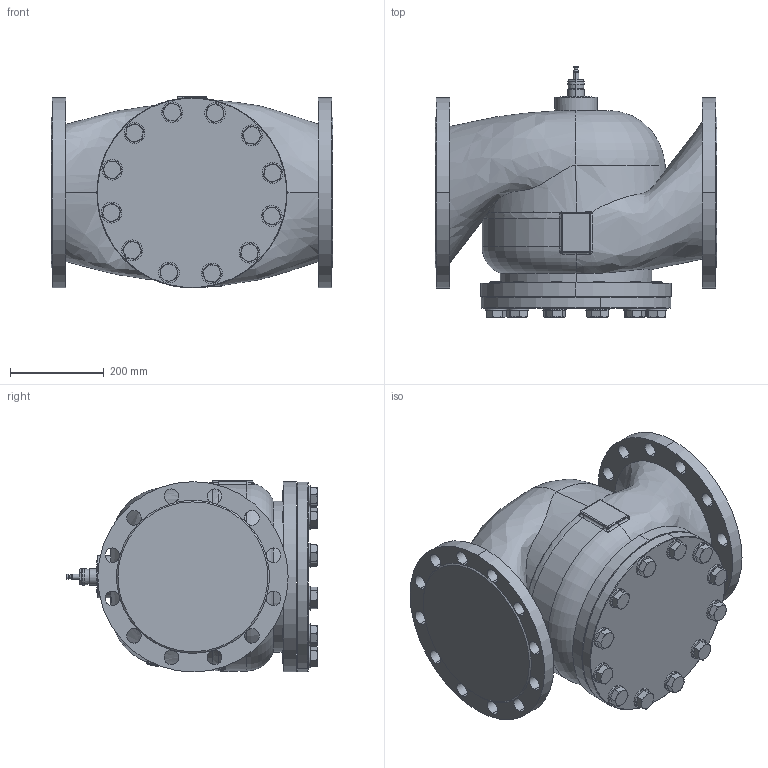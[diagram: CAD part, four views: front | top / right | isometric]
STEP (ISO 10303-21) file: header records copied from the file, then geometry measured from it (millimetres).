
FILE_DESCRIPTION (( 'STEP AP214' ), '1' );
FILE_NAME ('DN250謗籵BL.STEP', '2022-04-25T08:08:36', ( '' ), ( '' ), 'SwSTEP 2.0', 'SolidWorks 2014', '' );
FILE_SCHEMA (( 'AUTOMOTIVE_DESIGN' ));
Length unit declared in the file: millimetre
Products named in the file (1): DN250謗籵BL
Bounding box: 600 x 533 x 408.5 mm (x, y, z)
Volume: 66943277.6 mm3; surface area: 1919606.6 mm2
Topology: 32 solids, 32 shells, 795 faces, 1939 edges, 1234 vertices
Faces by surface type: plane 287, cylinder 236, cone 156, bspline 95, torus 15, sphere 6
Entity records: 43547 total; most frequent: CARTESIAN_POINT 16164, ORIENTED_EDGE 3870, DIRECTION 3627, EDGE_CURVE 1935, AXIS2_PLACEMENT_3D 1495, VERTEX_POINT 1234, EDGE_LOOP 951, UNCERTAINTY_MEASURE_WITH_UNIT 829
